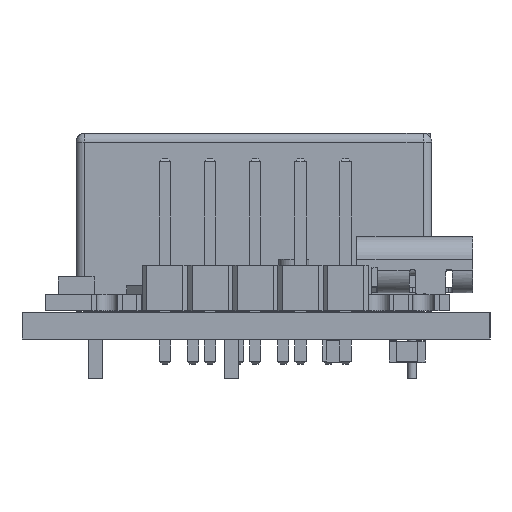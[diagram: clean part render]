
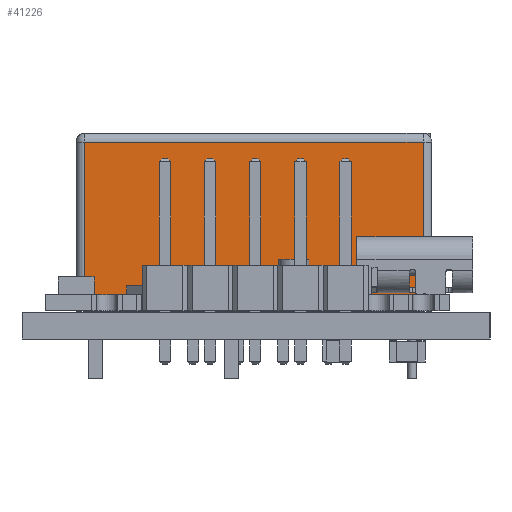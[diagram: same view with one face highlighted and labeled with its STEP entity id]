
A CAD part, left-side view. The second image highlights one B-rep face of the part: STEP entity #41226.
In plain terms, the highlighted face is planar.
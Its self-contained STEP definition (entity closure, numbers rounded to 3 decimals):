
#40335 = VERTEX_POINT('',#40336);
#40336 = CARTESIAN_POINT('',(-9.5,-5.,0.));
#40343 = EDGE_CURVE('',#40335,#40344,#40346,.T.);
#40344 = VERTEX_POINT('',#40345);
#40345 = CARTESIAN_POINT('',(9.5,-5.,0.));
#40346 = LINE('',#40347,#40348);
#40347 = CARTESIAN_POINT('',(-9.5,-5.,0.));
#40348 = VECTOR('',#40349,1.);
#40349 = DIRECTION('',(1.,0.,0.));
#41206 = VERTEX_POINT('',#41207);
#41207 = CARTESIAN_POINT('',(-9.5,-5.,-9.5));
#41214 = EDGE_CURVE('',#40335,#41206,#41215,.T.);
#41215 = LINE('',#41216,#41217);
#41216 = CARTESIAN_POINT('',(-9.5,-5.,0.));
#41217 = VECTOR('',#41218,1.);
#41218 = DIRECTION('',(0.,0.,-1.));
#41226 = ADVANCED_FACE('',(#41227),#41245,.T.);
#41227 = FACE_BOUND('',#41228,.T.);
#41228 = EDGE_LOOP('',(#41229,#41230,#41231,#41239));
#41229 = ORIENTED_EDGE('',*,*,#40343,.F.);
#41230 = ORIENTED_EDGE('',*,*,#41214,.T.);
#41231 = ORIENTED_EDGE('',*,*,#41232,.F.);
#41232 = EDGE_CURVE('',#41233,#41206,#41235,.T.);
#41233 = VERTEX_POINT('',#41234);
#41234 = CARTESIAN_POINT('',(9.5,-5.,-9.5));
#41235 = LINE('',#41236,#41237);
#41236 = CARTESIAN_POINT('',(9.5,-5.,-9.5));
#41237 = VECTOR('',#41238,1.);
#41238 = DIRECTION('',(-1.,0.,0.));
#41239 = ORIENTED_EDGE('',*,*,#41240,.F.);
#41240 = EDGE_CURVE('',#40344,#41233,#41241,.T.);
#41241 = LINE('',#41242,#41243);
#41242 = CARTESIAN_POINT('',(9.5,-5.,0.));
#41243 = VECTOR('',#41244,1.);
#41244 = DIRECTION('',(0.,0.,-1.));
#41245 = PLANE('',#41246);
#41246 = AXIS2_PLACEMENT_3D('',#41247,#41248,#41249);
#41247 = CARTESIAN_POINT('',(-10.,-5.,0.));
#41248 = DIRECTION('',(0.,-1.,0.));
#41249 = DIRECTION('',(0.,0.,-1.));
